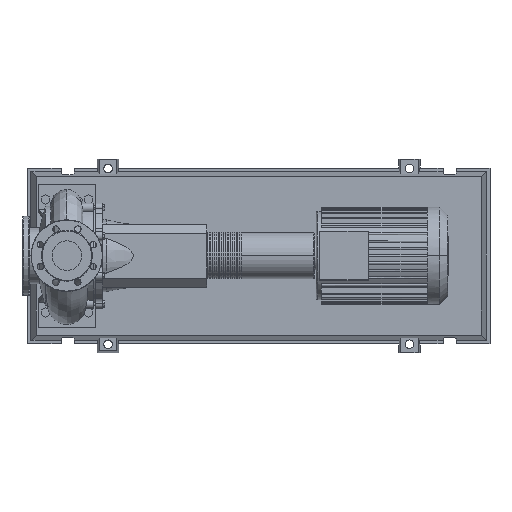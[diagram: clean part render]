
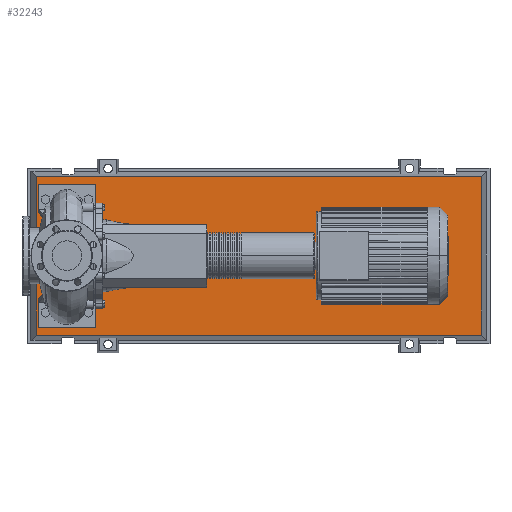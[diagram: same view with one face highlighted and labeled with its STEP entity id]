
A CAD part, top view. The second image highlights one B-rep face of the part: STEP entity #32243.
In plain terms, the highlighted planar face has unit normal (0, 0, 1).
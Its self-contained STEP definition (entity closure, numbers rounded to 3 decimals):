
#31924=CARTESIAN_POINT('',(1155.471,-220.471,103.0));
#31925=VERTEX_POINT('',#31924);
#31932=CARTESIAN_POINT('',(-85.471,-220.471,103.0));
#31933=VERTEX_POINT('',#31932);
#31934=CARTESIAN_POINT('',(1155.471,-220.471,103.0));
#31935=DIRECTION('',(-1.0,0.0,0.0));
#31936=VECTOR('',#31935,1240.941);
#31937=LINE('',#31934,#31936);
#31938=EDGE_CURVE('',#31925,#31933,#31937,.T.);
#32156=CARTESIAN_POINT('',(1155.471,220.471,103.0));
#32157=VERTEX_POINT('',#32156);
#32158=CARTESIAN_POINT('',(1155.471,220.471,103.0));
#32159=DIRECTION('',(0.0,-1.0,0.0));
#32160=VECTOR('',#32159,440.941);
#32161=LINE('',#32158,#32160);
#32162=EDGE_CURVE('',#32157,#31925,#32161,.T.);
#32180=CARTESIAN_POINT('',(-85.471,220.471,103.0));
#32181=VERTEX_POINT('',#32180);
#32182=CARTESIAN_POINT('',(-85.471,-220.471,103.0));
#32183=DIRECTION('',(0.0,1.0,0.0));
#32184=VECTOR('',#32183,440.941);
#32185=LINE('',#32182,#32184);
#32186=EDGE_CURVE('',#31933,#32181,#32185,.T.);
#32219=CARTESIAN_POINT('',(-85.471,220.471,103.0));
#32220=DIRECTION('',(1.0,0.0,0.0));
#32221=VECTOR('',#32220,1240.941);
#32222=LINE('',#32219,#32221);
#32223=EDGE_CURVE('',#32181,#32157,#32222,.T.);
#32232=CARTESIAN_POINT('',(535.,0.,103.0));
#32233=DIRECTION('',(0.0,0.0,1.0));
#32234=DIRECTION('',(1.0,0.0,0.0));
#32235=AXIS2_PLACEMENT_3D('',#32232,#32233,#32234);
#32236=PLANE('',#32235);
#32237=ORIENTED_EDGE('',*,*,#32162,.F.);
#32238=ORIENTED_EDGE('',*,*,#32223,.F.);
#32239=ORIENTED_EDGE('',*,*,#32186,.F.);
#32240=ORIENTED_EDGE('',*,*,#31938,.F.);
#32241=EDGE_LOOP('',(#32237,#32238,#32239,#32240));
#32242=FACE_OUTER_BOUND('',#32241,.T.);
#32243=ADVANCED_FACE('',(#32242),#32236,.T.);
